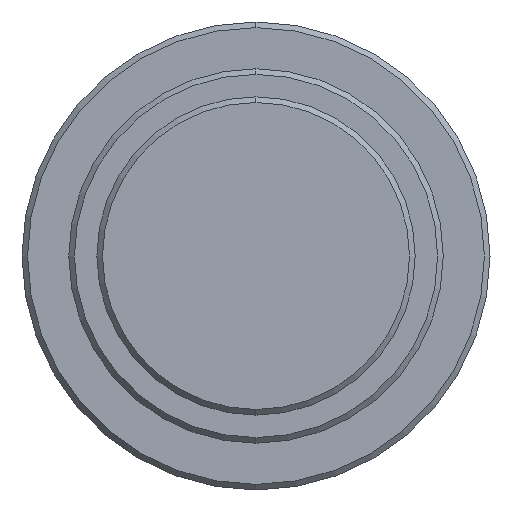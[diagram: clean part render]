
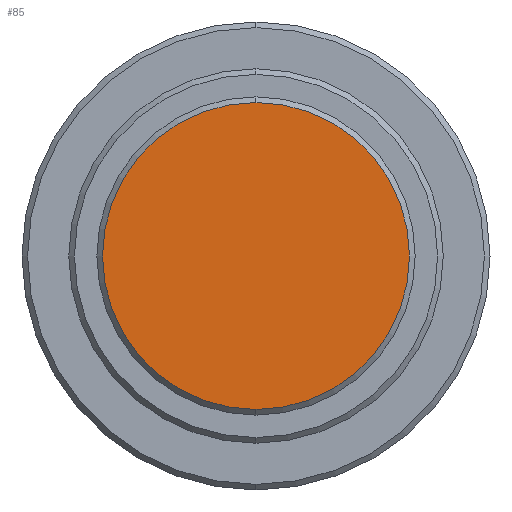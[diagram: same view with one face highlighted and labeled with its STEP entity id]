
A CAD part, left-side view. The second image highlights one B-rep face of the part: STEP entity #85.
In plain terms, the highlighted planar face has unit normal (-1, 0, 0).
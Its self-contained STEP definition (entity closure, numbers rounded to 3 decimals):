
#16 = AXIS2_PLACEMENT_3D ( 'NONE', #178, #179, #182 ) ;
#85 = ADVANCED_FACE ( 'NONE', ( #481 ), #366, .F. ) ;
#119 = DIRECTION ( 'NONE',  ( 1., 0., 0. ) ) ;
#136 = AXIS2_PLACEMENT_3D ( 'NONE', #483, #365, #555 ) ;
#157 = VERTEX_POINT ( 'NONE', #454 ) ;
#178 = CARTESIAN_POINT ( 'NONE',  ( 0., 0., 0. ) ) ;
#179 = DIRECTION ( 'NONE',  ( -1., 0., 0. ) ) ;
#182 = DIRECTION ( 'NONE',  ( 0., 0., -1. ) ) ;
#209 = CIRCLE ( 'NONE', #136, 8.2 ) ;
#294 = ORIENTED_EDGE ( 'NONE', *, *, #603, .T. ) ;
#340 = DIRECTION ( 'NONE',  ( 0., 0., -1. ) ) ;
#363 = EDGE_LOOP ( 'NONE', ( #630, #294 ) ) ;
#365 = DIRECTION ( 'NONE',  ( -1., 0., 0. ) ) ;
#366 = PLANE ( 'NONE',  #709 ) ;
#395 = CARTESIAN_POINT ( 'NONE',  ( 0., 0., 0. ) ) ;
#454 = CARTESIAN_POINT ( 'NONE',  ( 0., 0., 8.2 ) ) ;
#481 = FACE_OUTER_BOUND ( 'NONE', #363, .T. ) ;
#483 = CARTESIAN_POINT ( 'NONE',  ( 0., 0., 0. ) ) ;
#493 = EDGE_CURVE ( 'NONE', #809, #157, #209, .T. ) ;
#555 = DIRECTION ( 'NONE',  ( 0., 0., -1. ) ) ;
#583 = CARTESIAN_POINT ( 'NONE',  ( 0., 0., -8.2 ) ) ;
#603 = EDGE_CURVE ( 'NONE', #157, #809, #850, .T. ) ;
#630 = ORIENTED_EDGE ( 'NONE', *, *, #493, .T. ) ;
#709 = AXIS2_PLACEMENT_3D ( 'NONE', #395, #119, #340 ) ;
#809 = VERTEX_POINT ( 'NONE', #583 ) ;
#850 = CIRCLE ( 'NONE', #16, 8.2 ) ;
